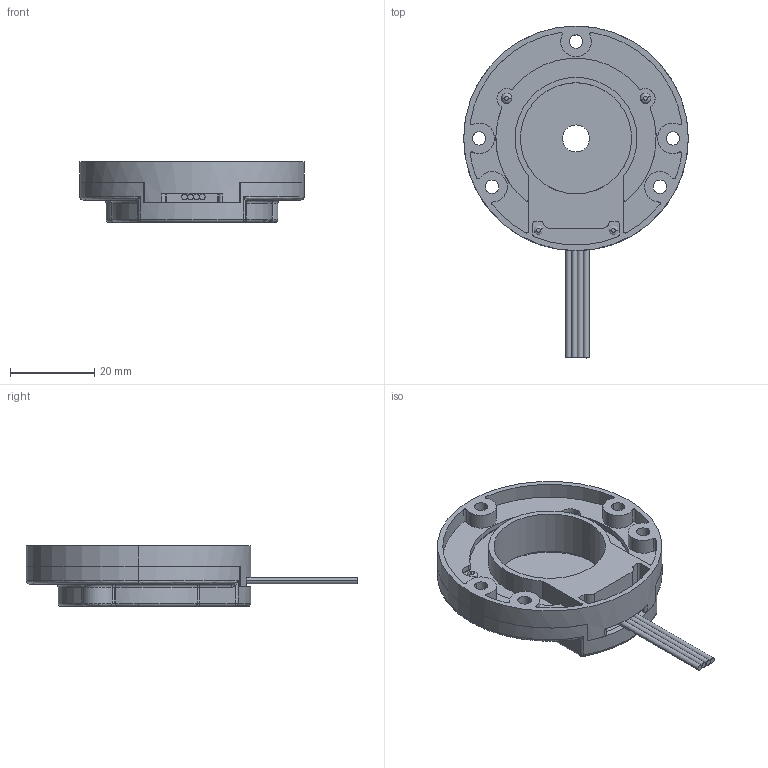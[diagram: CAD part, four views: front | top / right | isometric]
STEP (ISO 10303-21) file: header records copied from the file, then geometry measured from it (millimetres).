
FILE_DESCRIPTION (( 'STEP AP214' ), '1' );
FILE_NAME ('H8_Step.STEP', '2019-10-22T14:00:26', ( '' ), ( '' ), 'SwSTEP 2.0', 'SolidWorks 2017', '' );
FILE_SCHEMA (( 'AUTOMOTIVE_DESIGN' ));
Length unit declared in the file: millimetre
Products named in the file (5): Drive Screw 00 250; 9023T002R5; 9022 Housing; 4 wire RBYB; H8_Step
Assembly tree (7 placements, depth 2):
  H8_Step
    9022 Housing
    Drive Screw 00 250  x4
    4 wire RBYB
    9023T002R5
Bounding box: 53.34 x 78.82 x 14.48 mm (x, y, z)
Volume: 11965.7 mm3; surface area: 16547.4 mm2
Topology: 10 solids, 10 shells, 826 faces, 2267 edges, 1505 vertices
Faces by surface type: cylinder 369, plane 307, bspline 111, torus 30, sphere 9
Entity records: 25779 total; most frequent: CARTESIAN_POINT 7456, ORIENTED_EDGE 3968, DIRECTION 3479, EDGE_CURVE 1984, VERTEX_POINT 1329, AXIS2_PLACEMENT_3D 1239, LINE 1001, VECTOR 1001
